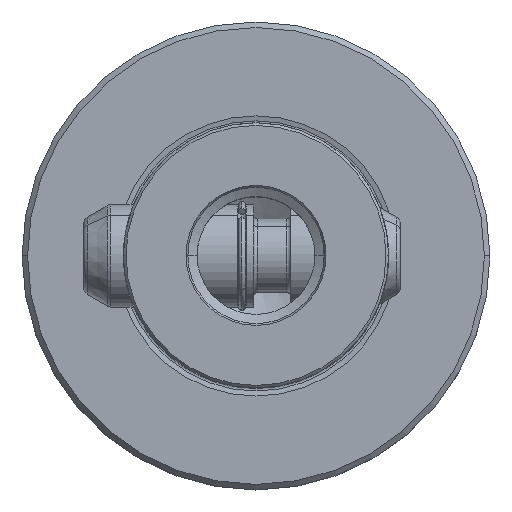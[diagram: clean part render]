
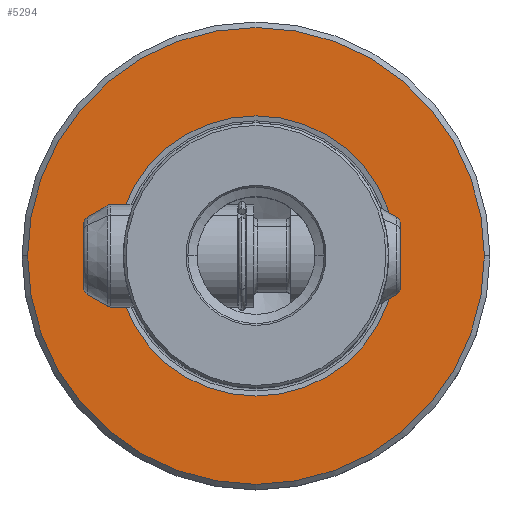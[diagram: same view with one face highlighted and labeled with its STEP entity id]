
A CAD part, top view. The second image highlights one B-rep face of the part: STEP entity #5294.
In plain terms, the highlighted planar face has unit normal (0, 0, 1).
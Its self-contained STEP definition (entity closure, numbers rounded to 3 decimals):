
#2646=EDGE_CURVE('NONE',#4298,#3180,#6602,.F.);
#2952=VERTEX_POINT('NONE',#6938);
#3180=VERTEX_POINT('NONE',#7188);
#3584=EDGE_CURVE('NONE',#4370,#2952,#7640,.T.);
#4292=EDGE_CURVE('NONE',#2952,#4370,#8412,.T.);
#4298=VERTEX_POINT('NONE',#8418);
#4370=VERTEX_POINT('NONE',#8496);
#5294=ADVANCED_FACE('NONE',(#9524,#9525),#9526,.T.);
#5722=EDGE_CURVE('NONE',#3180,#4298,#10008,.T.);
#6602=CIRCLE('',#16726,19.012);
#6938=CARTESIAN_POINT('',(31.0,0.,0.0));
#7188=CARTESIAN_POINT('',(19.012,0.,0.0));
#7640=CIRCLE('',#31361,31.0);
#8412=CIRCLE('',#43226,31.0);
#8418=CARTESIAN_POINT('',(-19.012,0.,0.0));
#8496=CARTESIAN_POINT('',(-31.0,0.,0.0));
#9524=FACE_OUTER_BOUND('',#64084,.T.);
#9525=FACE_BOUND('',#64085,.T.);
#9526=PLANE('',#64086);
#10008=CIRCLE('',#69562,19.012);
#16726=AXIS2_PLACEMENT_3D('',#71596,#71597,#71598);
#31361=AXIS2_PLACEMENT_3D('',#72807,#72808,#72809);
#43226=AXIS2_PLACEMENT_3D('',#73624,#73625,#73626);
#64084=EDGE_LOOP('',(#74909,#74910));
#64085=EDGE_LOOP('',(#74911,#74912));
#64086=AXIS2_PLACEMENT_3D('',#74913,#74914,#74915);
#69562=AXIS2_PLACEMENT_3D('',#75550,#75551,#75552);
#71596=CARTESIAN_POINT('',(0.0,0.0,0.0));
#71597=DIRECTION('',(0.0,0.0,-1.0));
#71598=DIRECTION('',(1.0,0.,0.0));
#72807=CARTESIAN_POINT('',(0.0,0.0,0.0));
#72808=DIRECTION('',(0.0,0.0,-1.0));
#72809=DIRECTION('',(-1.0,0.,0.0));
#73624=CARTESIAN_POINT('',(0.0,0.0,0.0));
#73625=DIRECTION('',(0.0,0.0,-1.0));
#73626=DIRECTION('',(-1.0,0.,0.0));
#74909=ORIENTED_EDGE('',*,*,#3584,.F.);
#74910=ORIENTED_EDGE('',*,*,#4292,.F.);
#74911=ORIENTED_EDGE('',*,*,#5722,.F.);
#74912=ORIENTED_EDGE('',*,*,#2646,.F.);
#74913=CARTESIAN_POINT('',(-18.0,0.0,0.0));
#74914=DIRECTION('',(-0.0,0.0,1.0));
#74915=DIRECTION('',(0.0,1.0,0.0));
#75550=CARTESIAN_POINT('',(0.0,0.0,0.0));
#75551=DIRECTION('',(-0.0,0.0,1.0));
#75552=DIRECTION('',(1.0,0.,0.0));
